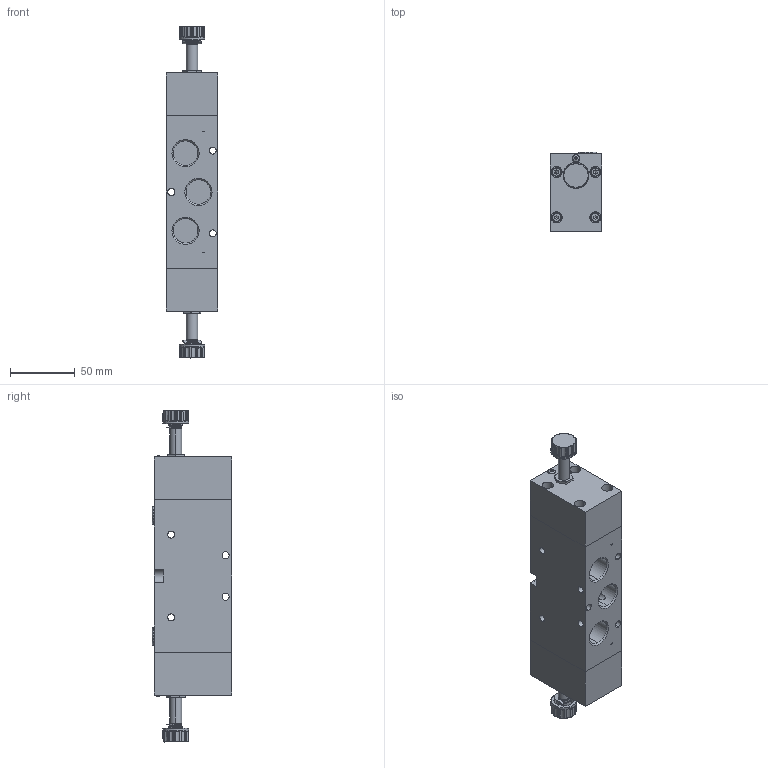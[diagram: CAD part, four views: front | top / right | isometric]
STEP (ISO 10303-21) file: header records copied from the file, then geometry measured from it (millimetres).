
FILE_DESCRIPTION (( 'STEP AP214' ), '1' );
FILE_NAME ('02_019_3.STEP', '2016-02-02T13:31:01', ( '' ), ( '' ), 'SwSTEP 2.0', 'SolidWorks 2016', '' );
FILE_SCHEMA (( 'AUTOMOTIVE_DESIGN' ));
Length unit declared in the file: millimetre
Products named in the file (1): 02_019_3
Bounding box: 40 x 61.5 x 256.6 mm (x, y, z)
Volume: 409805.9 mm3; surface area: 77592.8 mm2
Topology: 19 solids, 23 shells, 1647 faces, 4066 edges, 2509 vertices
Faces by surface type: cone 629, plane 480, cylinder 401, torus 113, sphere 16, bspline 8
Entity records: 63005 total; most frequent: CARTESIAN_POINT 17578, ORIENTED_EDGE 8032, DIRECTION 7730, EDGE_CURVE 4016, AXIS2_PLACEMENT_3D 3074, VERTEX_POINT 2491, EDGE_LOOP 1741, FACE_OUTER_BOUND 1647
